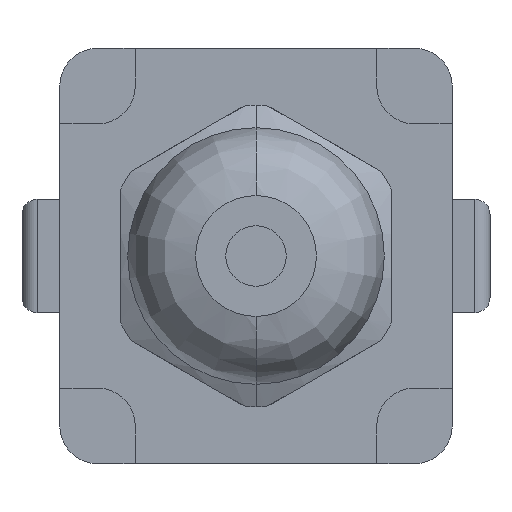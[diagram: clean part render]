
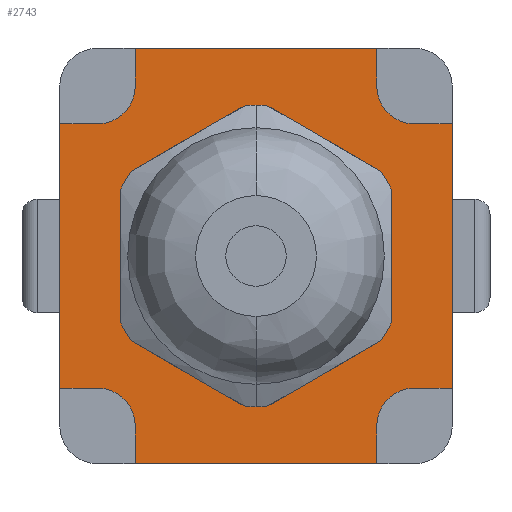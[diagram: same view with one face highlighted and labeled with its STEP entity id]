
A CAD part, front view. The second image highlights one B-rep face of the part: STEP entity #2743.
In plain terms, the highlighted planar face has unit normal (0, -1, 0).
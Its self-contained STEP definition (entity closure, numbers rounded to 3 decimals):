
#597=CARTESIAN_POINT('',(0.,-560.,-27.5));
#598=DIRECTION('',(0.,1.,0.));
#599=DIRECTION('',(0.,0.,1.));
#600=AXIS2_PLACEMENT_3D('',#597,#598,#599);
#605=CARTESIAN_POINT('',(0.,-560.,-27.5));
#606=DIRECTION('',(0.,1.,0.));
#607=DIRECTION('',(0.,0.,-1.));
#608=AXIS2_PLACEMENT_3D('',#605,#606,#607);
#613=DIRECTION('',(0.,0.,1.));
#614=VECTOR('',#613,5.);
#615=CARTESIAN_POINT('',(-16.,-560.,-55.));
#616=LINE('',#615,#614);
#620=CARTESIAN_POINT('',(-21.,-560.,-50.));
#621=DIRECTION('',(0.,-1.,0.));
#622=DIRECTION('',(1.,0.,0.));
#623=AXIS2_PLACEMENT_3D('',#620,#621,#622);
#628=DIRECTION('',(1.,0.,0.));
#629=VECTOR('',#628,5.);
#630=CARTESIAN_POINT('',(-26.,-560.,-45.));
#631=LINE('',#630,#629);
#635=DIRECTION('',(0.,0.,1.));
#636=VECTOR('',#635,35.);
#637=CARTESIAN_POINT('',(-26.,-560.,-45.));
#638=LINE('',#637,#636);
#642=DIRECTION('',(1.,0.,0.));
#643=VECTOR('',#642,5.);
#644=CARTESIAN_POINT('',(-26.,-560.,-10.));
#645=LINE('',#644,#643);
#649=CARTESIAN_POINT('',(-21.,-560.,-5.));
#650=DIRECTION('',(0.,-1.,0.));
#651=DIRECTION('',(0.,0.,-1.));
#652=AXIS2_PLACEMENT_3D('',#649,#650,#651);
#657=DIRECTION('',(0.,0.,-1.));
#658=VECTOR('',#657,5.);
#659=CARTESIAN_POINT('',(-16.,-560.,0.));
#660=LINE('',#659,#658);
#664=DIRECTION('',(1.,0.,0.));
#665=VECTOR('',#664,32.);
#666=CARTESIAN_POINT('',(-16.,-560.,0.));
#667=LINE('',#666,#665);
#671=DIRECTION('',(0.,0.,-1.));
#672=VECTOR('',#671,5.);
#673=CARTESIAN_POINT('',(16.,-560.,0.));
#674=LINE('',#673,#672);
#678=CARTESIAN_POINT('',(21.,-560.,-5.));
#679=DIRECTION('',(0.,-1.,0.));
#680=DIRECTION('',(-1.,0.,0.));
#681=AXIS2_PLACEMENT_3D('',#678,#679,#680);
#686=DIRECTION('',(-1.,0.,0.));
#687=VECTOR('',#686,5.);
#688=CARTESIAN_POINT('',(26.,-560.,-10.));
#689=LINE('',#688,#687);
#693=DIRECTION('',(0.,0.,-1.));
#694=VECTOR('',#693,35.);
#695=CARTESIAN_POINT('',(26.,-560.,-10.));
#696=LINE('',#695,#694);
#700=DIRECTION('',(-1.,0.,0.));
#701=VECTOR('',#700,5.);
#702=CARTESIAN_POINT('',(26.,-560.,-45.));
#703=LINE('',#702,#701);
#707=CARTESIAN_POINT('',(21.,-560.,-50.));
#708=DIRECTION('',(0.,-1.,0.));
#709=DIRECTION('',(0.,0.,1.));
#710=AXIS2_PLACEMENT_3D('',#707,#708,#709);
#715=DIRECTION('',(0.,0.,1.));
#716=VECTOR('',#715,5.);
#717=CARTESIAN_POINT('',(16.,-560.,-55.));
#718=LINE('',#717,#716);
#722=DIRECTION('',(-1.,0.,0.));
#723=VECTOR('',#722,32.);
#724=CARTESIAN_POINT('',(16.,-560.,-55.));
#725=LINE('',#724,#723);
#2003=CARTESIAN_POINT('',(0.,-560.,-9.5));
#2004=CARTESIAN_POINT('',(0.,-560.,-45.5));
#2005=VERTEX_POINT('',#2003);
#2006=VERTEX_POINT('',#2004);
#2139=CARTESIAN_POINT('',(-16.,-560.,-55.));
#2140=CARTESIAN_POINT('',(-16.,-560.,-50.));
#2141=VERTEX_POINT('',#2139);
#2142=VERTEX_POINT('',#2140);
#2143=CARTESIAN_POINT('',(-21.,-560.,-45.));
#2144=VERTEX_POINT('',#2143);
#2145=CARTESIAN_POINT('',(-26.,-560.,-45.));
#2146=VERTEX_POINT('',#2145);
#2159=CARTESIAN_POINT('',(-26.,-560.,-10.));
#2160=VERTEX_POINT('',#2159);
#2161=CARTESIAN_POINT('',(16.,-560.,-55.));
#2162=VERTEX_POINT('',#2161);
#2175=CARTESIAN_POINT('',(26.,-560.,-45.));
#2176=CARTESIAN_POINT('',(21.,-560.,-45.));
#2177=VERTEX_POINT('',#2175);
#2178=VERTEX_POINT('',#2176);
#2179=CARTESIAN_POINT('',(16.,-560.,-50.));
#2180=VERTEX_POINT('',#2179);
#2181=CARTESIAN_POINT('',(-21.,-560.,-10.));
#2182=VERTEX_POINT('',#2181);
#2183=CARTESIAN_POINT('',(-16.,-560.,-5.));
#2184=VERTEX_POINT('',#2183);
#2185=CARTESIAN_POINT('',(-16.,-560.,0.));
#2186=VERTEX_POINT('',#2185);
#2187=CARTESIAN_POINT('',(16.,-560.,0.));
#2188=CARTESIAN_POINT('',(16.,-560.,-5.));
#2189=VERTEX_POINT('',#2187);
#2190=VERTEX_POINT('',#2188);
#2191=CARTESIAN_POINT('',(21.,-560.,-10.));
#2192=VERTEX_POINT('',#2191);
#2193=CARTESIAN_POINT('',(26.,-560.,-10.));
#2194=VERTEX_POINT('',#2193);
#2702=CARTESIAN_POINT('',(0.,-560.,0.));
#2703=DIRECTION('',(0.,1.,0.));
#2704=DIRECTION('',(1.,0.,0.));
#2705=AXIS2_PLACEMENT_3D('',#2702,#2703,#2704);
#2706=PLANE('',#2705);
#2708=ORIENTED_EDGE('',*,*,#2707,.T.);
#2710=ORIENTED_EDGE('',*,*,#2709,.T.);
#2712=ORIENTED_EDGE('',*,*,#2711,.F.);
#2713=ORIENTED_EDGE('',*,*,#2539,.T.);
#2715=ORIENTED_EDGE('',*,*,#2714,.T.);
#2717=ORIENTED_EDGE('',*,*,#2716,.T.);
#2719=ORIENTED_EDGE('',*,*,#2718,.F.);
#2720=ORIENTED_EDGE('',*,*,#2669,.T.);
#2721=ORIENTED_EDGE('',*,*,#2693,.T.);
#2723=ORIENTED_EDGE('',*,*,#2722,.T.);
#2725=ORIENTED_EDGE('',*,*,#2724,.F.);
#2726=ORIENTED_EDGE('',*,*,#2397,.T.);
#2728=ORIENTED_EDGE('',*,*,#2727,.T.);
#2730=ORIENTED_EDGE('',*,*,#2729,.T.);
#2732=ORIENTED_EDGE('',*,*,#2731,.F.);
#2734=ORIENTED_EDGE('',*,*,#2733,.T.);
#2735=EDGE_LOOP('',(#2708,#2710,#2712,#2713,#2715,#2717,#2719,#2720,#2721,#2723,
#2725,#2726,#2728,#2730,#2732,#2734));
#2736=FACE_OUTER_BOUND('',#2735,.F.);
#2738=ORIENTED_EDGE('',*,*,#2737,.F.);
#2740=ORIENTED_EDGE('',*,*,#2739,.F.);
#2741=EDGE_LOOP('',(#2738,#2740));
#2742=FACE_BOUND('',#2741,.F.);
#2743=ADVANCED_FACE('',(#2736,#2742),#2706,.F.);
#601=CIRCLE('',#600,18.);
#609=CIRCLE('',#608,18.);
#624=CIRCLE('',#623,5.);
#653=CIRCLE('',#652,5.);
#682=CIRCLE('',#681,5.);
#711=CIRCLE('',#710,5.);
#2397=EDGE_CURVE('',#2194,#2177,#696,.T.);
#2539=EDGE_CURVE('',#2146,#2160,#638,.T.);
#2669=EDGE_CURVE('',#2186,#2189,#667,.T.);
#2693=EDGE_CURVE('',#2189,#2190,#674,.T.);
#2707=EDGE_CURVE('',#2141,#2142,#616,.T.);
#2709=EDGE_CURVE('',#2142,#2144,#624,.T.);
#2711=EDGE_CURVE('',#2146,#2144,#631,.T.);
#2714=EDGE_CURVE('',#2160,#2182,#645,.T.);
#2716=EDGE_CURVE('',#2182,#2184,#653,.T.);
#2718=EDGE_CURVE('',#2186,#2184,#660,.T.);
#2722=EDGE_CURVE('',#2190,#2192,#682,.T.);
#2724=EDGE_CURVE('',#2194,#2192,#689,.T.);
#2727=EDGE_CURVE('',#2177,#2178,#703,.T.);
#2729=EDGE_CURVE('',#2178,#2180,#711,.T.);
#2731=EDGE_CURVE('',#2162,#2180,#718,.T.);
#2733=EDGE_CURVE('',#2162,#2141,#725,.T.);
#2737=EDGE_CURVE('',#2005,#2006,#601,.T.);
#2739=EDGE_CURVE('',#2006,#2005,#609,.T.);
